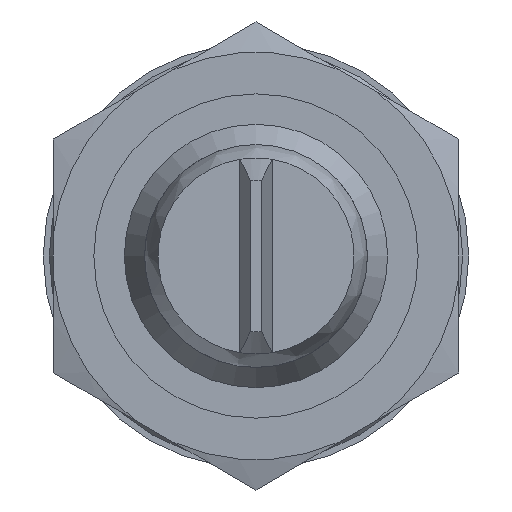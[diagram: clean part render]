
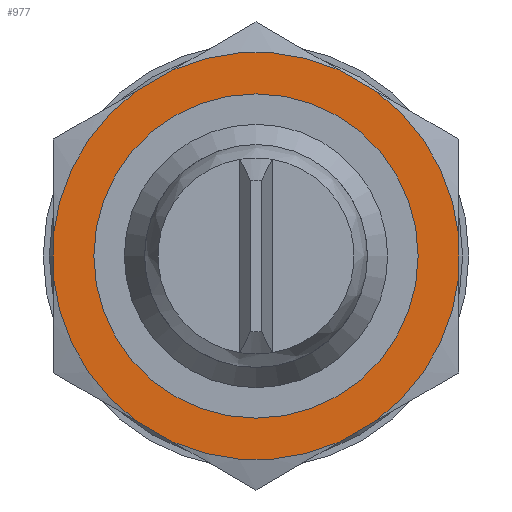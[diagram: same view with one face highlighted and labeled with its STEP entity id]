
A CAD part, front view. The second image highlights one B-rep face of the part: STEP entity #977.
In plain terms, the highlighted planar face has unit normal (0, -1, 0).
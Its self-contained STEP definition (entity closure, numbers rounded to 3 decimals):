
#496=CARTESIAN_POINT('',(-5.,16.,-0.521));
#497=VERTEX_POINT('',#496);
#511=CARTESIAN_POINT('',(-2.951,16.,-4.07));
#512=VERTEX_POINT('',#511);
#526=CARTESIAN_POINT('',(0.0,16.,0.0));
#527=DIRECTION('',(0.0,-1.0,0.0));
#528=DIRECTION('',(0.0,0.0,1.0));
#529=AXIS2_PLACEMENT_3D('',#526,#527,#528);
#530=CIRCLE('',#529,5.027);
#531=EDGE_CURVE('',#497,#512,#530,.T.);
#543=CARTESIAN_POINT('',(-2.049,16.,-4.591));
#544=VERTEX_POINT('',#543);
#558=CARTESIAN_POINT('',(2.049,16.,-4.591));
#559=VERTEX_POINT('',#558);
#573=CARTESIAN_POINT('',(0.0,16.,0.0));
#574=DIRECTION('',(0.0,-1.0,0.0));
#575=DIRECTION('',(0.0,0.0,1.0));
#576=AXIS2_PLACEMENT_3D('',#573,#574,#575);
#577=CIRCLE('',#576,5.027);
#578=EDGE_CURVE('',#544,#559,#577,.T.);
#590=CARTESIAN_POINT('',(2.951,16.,-4.07));
#591=VERTEX_POINT('',#590);
#605=CARTESIAN_POINT('',(5.,16.,-0.521));
#606=VERTEX_POINT('',#605);
#620=CARTESIAN_POINT('',(0.0,16.,0.0));
#621=DIRECTION('',(0.0,-1.0,0.0));
#622=DIRECTION('',(0.0,0.0,1.0));
#623=AXIS2_PLACEMENT_3D('',#620,#621,#622);
#624=CIRCLE('',#623,5.027);
#625=EDGE_CURVE('',#591,#606,#624,.T.);
#637=CARTESIAN_POINT('',(5.,16.,0.521));
#638=VERTEX_POINT('',#637);
#652=CARTESIAN_POINT('',(2.951,16.,4.07));
#653=VERTEX_POINT('',#652);
#667=CARTESIAN_POINT('',(0.0,16.,0.0));
#668=DIRECTION('',(0.0,-1.0,0.0));
#669=DIRECTION('',(0.0,0.0,1.0));
#670=AXIS2_PLACEMENT_3D('',#667,#668,#669);
#671=CIRCLE('',#670,5.027);
#672=EDGE_CURVE('',#638,#653,#671,.T.);
#684=CARTESIAN_POINT('',(-2.951,16.,4.07));
#685=VERTEX_POINT('',#684);
#699=CARTESIAN_POINT('',(-5.,16.,0.521));
#700=VERTEX_POINT('',#699);
#714=CARTESIAN_POINT('',(0.0,16.,0.0));
#715=DIRECTION('',(0.0,-1.0,0.0));
#716=DIRECTION('',(0.0,0.0,1.0));
#717=AXIS2_PLACEMENT_3D('',#714,#715,#716);
#718=CIRCLE('',#717,5.027);
#719=EDGE_CURVE('',#685,#700,#718,.T.);
#729=CARTESIAN_POINT('',(-2.049,16.,4.591));
#730=VERTEX_POINT('',#729);
#746=CARTESIAN_POINT('',(2.049,16.,4.591));
#747=VERTEX_POINT('',#746);
#748=CARTESIAN_POINT('',(0.0,16.,0.0));
#749=DIRECTION('',(0.0,-1.0,0.0));
#750=DIRECTION('',(0.0,0.0,1.0));
#751=AXIS2_PLACEMENT_3D('',#748,#749,#750);
#752=CIRCLE('',#751,5.027);
#753=EDGE_CURVE('',#747,#730,#752,.T.);
#804=CARTESIAN_POINT('',(5.,16.,0.521));
#805=DIRECTION('',(0.0,0.0,-1.0));
#806=VECTOR('',#805,1.042);
#807=LINE('',#804,#806);
#808=EDGE_CURVE('',#638,#606,#807,.T.);
#830=CARTESIAN_POINT('',(2.951,16.,-4.07));
#831=DIRECTION('',(-0.866,0.0,-0.5));
#832=VECTOR('',#831,1.042);
#833=LINE('',#830,#832);
#834=EDGE_CURVE('',#591,#559,#833,.T.);
#856=CARTESIAN_POINT('',(-2.049,16.,-4.591));
#857=DIRECTION('',(-0.866,0.0,0.5));
#858=VECTOR('',#857,1.042);
#859=LINE('',#856,#858);
#860=EDGE_CURVE('',#544,#512,#859,.T.);
#882=CARTESIAN_POINT('',(-5.,16.,-0.521));
#883=DIRECTION('',(0.0,0.0,1.0));
#884=VECTOR('',#883,1.042);
#885=LINE('',#882,#884);
#886=EDGE_CURVE('',#497,#700,#885,.T.);
#913=CARTESIAN_POINT('',(2.049,16.,4.591));
#914=DIRECTION('',(0.866,0.0,-0.5));
#915=VECTOR('',#914,1.042);
#916=LINE('',#913,#915);
#917=EDGE_CURVE('',#747,#653,#916,.T.);
#936=CARTESIAN_POINT('',(-2.951,16.,4.07));
#937=DIRECTION('',(0.866,0.0,0.5));
#938=VECTOR('',#937,1.042);
#939=LINE('',#936,#938);
#940=EDGE_CURVE('',#685,#730,#939,.T.);
#947=CARTESIAN_POINT('',(0.,16.,0.));
#948=DIRECTION('',(0.0,1.0,0.0));
#949=DIRECTION('',(0.0,0.0,1.0));
#950=AXIS2_PLACEMENT_3D('',#947,#948,#949);
#951=PLANE('',#950);
#952=ORIENTED_EDGE('',*,*,#753,.T.);
#953=ORIENTED_EDGE('',*,*,#940,.F.);
#954=ORIENTED_EDGE('',*,*,#719,.T.);
#955=ORIENTED_EDGE('',*,*,#886,.F.);
#956=ORIENTED_EDGE('',*,*,#531,.T.);
#957=ORIENTED_EDGE('',*,*,#860,.F.);
#958=ORIENTED_EDGE('',*,*,#578,.T.);
#959=ORIENTED_EDGE('',*,*,#834,.F.);
#960=ORIENTED_EDGE('',*,*,#625,.T.);
#961=ORIENTED_EDGE('',*,*,#808,.F.);
#962=ORIENTED_EDGE('',*,*,#672,.T.);
#963=ORIENTED_EDGE('',*,*,#917,.F.);
#964=EDGE_LOOP('',(#952,#953,#954,#955,#956,#957,#958,#959,#960,#961,#962,#963));
#965=FACE_OUTER_BOUND('',#964,.T.);
#966=CARTESIAN_POINT('',(4.0,16.,0.));
#967=VERTEX_POINT('',#966);
#968=CARTESIAN_POINT('',(0.0,16.,0.0));
#969=DIRECTION('',(0.0,-1.0,0.0));
#970=DIRECTION('',(0.0,0.0,1.0));
#971=AXIS2_PLACEMENT_3D('',#968,#969,#970);
#972=CIRCLE('',#971,4.0);
#973=EDGE_CURVE('',#967,#967,#972,.T.);
#974=ORIENTED_EDGE('',*,*,#973,.F.);
#975=EDGE_LOOP('',(#974));
#976=FACE_BOUND('',#975,.T.);
#977=ADVANCED_FACE('',(#965,#976),#951,.F.);
